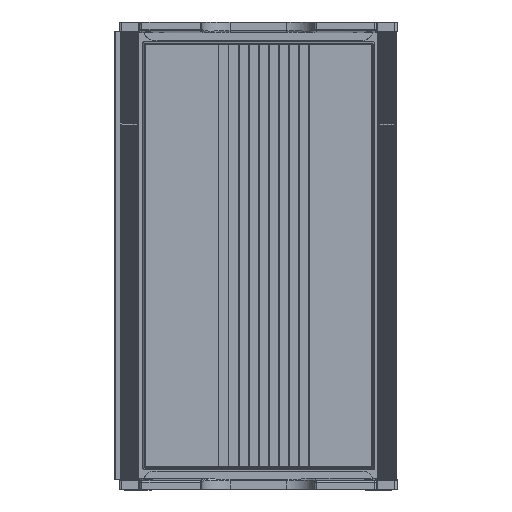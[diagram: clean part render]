
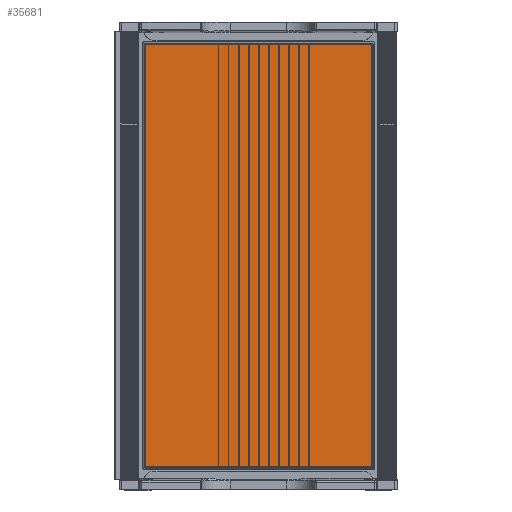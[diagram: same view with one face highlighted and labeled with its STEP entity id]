
A CAD part, top view. The second image highlights one B-rep face of the part: STEP entity #35681.
In plain terms, the highlighted face is planar.
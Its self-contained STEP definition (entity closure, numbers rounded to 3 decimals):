
#1498=PLANE('',#39664);
#3246=FACE_OUTER_BOUND('',#5213,.T.);
#5213=EDGE_LOOP('',(#30603,#30604,#30605,#30606));
#8097=LINE('',#67549,#10619);
#8098=LINE('',#67555,#10620);
#8099=LINE('',#67557,#10621);
#8100=LINE('',#67558,#10622);
#10619=VECTOR('',#49642,10.);
#10620=VECTOR('',#49651,10.);
#10621=VECTOR('',#49652,10.);
#10622=VECTOR('',#49653,10.);
#15948=VERTEX_POINT('',#67544);
#15949=VERTEX_POINT('',#67548);
#15950=VERTEX_POINT('',#67554);
#15951=VERTEX_POINT('',#67556);
#20910=EDGE_CURVE('',#15948,#15949,#8097,.T.);
#20913=EDGE_CURVE('',#15950,#15948,#8098,.T.);
#20914=EDGE_CURVE('',#15951,#15950,#8099,.T.);
#20915=EDGE_CURVE('',#15949,#15951,#8100,.T.);
#30603=ORIENTED_EDGE('',*,*,#20910,.F.);
#30604=ORIENTED_EDGE('',*,*,#20913,.F.);
#30605=ORIENTED_EDGE('',*,*,#20914,.F.);
#30606=ORIENTED_EDGE('',*,*,#20915,.F.);
#35681=ADVANCED_FACE('',(#3246),#1498,.F.);
#39664=AXIS2_PLACEMENT_3D('',#67553,#49649,#49650);
#49642=DIRECTION('',(0.,-1.,0.));
#49649=DIRECTION('center_axis',(0.,0.,1.));
#49650=DIRECTION('ref_axis',(1.,0.,0.));
#49651=DIRECTION('',(-1.,0.,0.));
#49652=DIRECTION('',(0.,1.,0.));
#49653=DIRECTION('',(1.,0.,0.));
#67544=CARTESIAN_POINT('',(-209.762,112.262,0.));
#67548=CARTESIAN_POINT('',(-209.762,-112.262,0.));
#67549=CARTESIAN_POINT('',(-209.762,-28.5,0.));
#67553=CARTESIAN_POINT('Origin',(0.,0.,
0.));
#67554=CARTESIAN_POINT('',(209.762,112.262,0.));
#67555=CARTESIAN_POINT('',(-52.875,112.262,0.));
#67556=CARTESIAN_POINT('',(209.762,-112.262,0.));
#67557=CARTESIAN_POINT('',(209.762,28.5,0.));
#67558=CARTESIAN_POINT('',(52.875,-112.262,0.));
